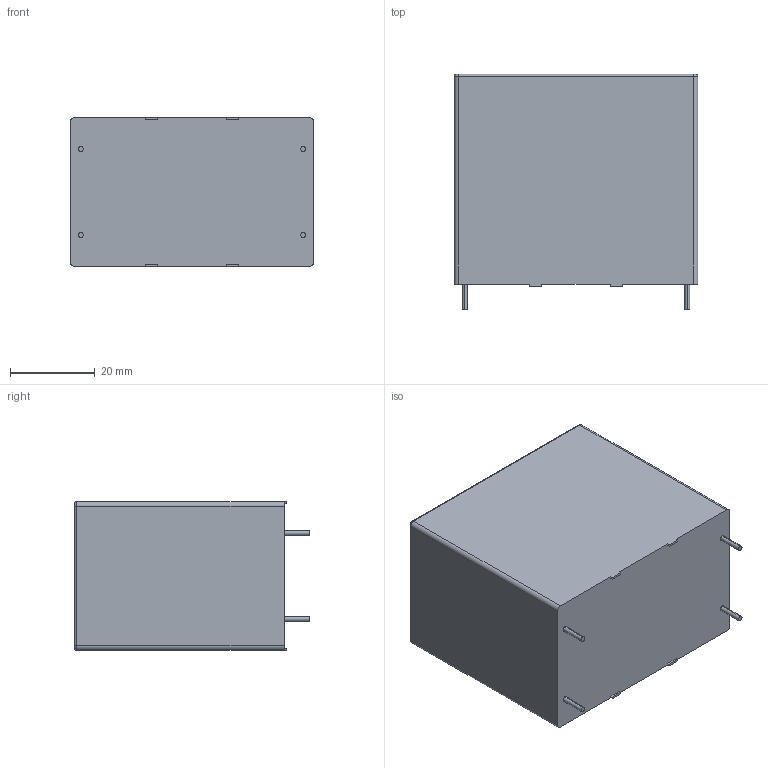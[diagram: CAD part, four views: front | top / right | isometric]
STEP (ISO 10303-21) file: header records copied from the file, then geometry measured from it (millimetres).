
FILE_DESCRIPTION (( 'STEP AP214' ), '1' );
FILE_NAME ('C_B32778G0406.STEP', '2023-05-16T09:43:46', ( '' ), ( '' ), 'SwSTEP 2.0', 'SolidWorks 2022', '' );
FILE_SCHEMA (( 'AUTOMOTIVE_DESIGN' ));
Length unit declared in the file: millimetre
Products named in the file (1): C_B32778G0406
Bounding box: 57.5 x 55.5 x 35 mm (x, y, z)
Volume: 99596.5 mm3; surface area: 13160.3 mm2
Topology: 1 solids, 1 shells, 46 faces, 112 edges, 72 vertices
Faces by surface type: plane 26, cylinder 16, torus 4
Entity records: 1525 total; most frequent: DIRECTION 242, CARTESIAN_POINT 231, ORIENTED_EDGE 224, EDGE_CURVE 112, AXIS2_PLACEMENT_3D 83, VECTOR 76, LINE 76, VERTEX_POINT 72
